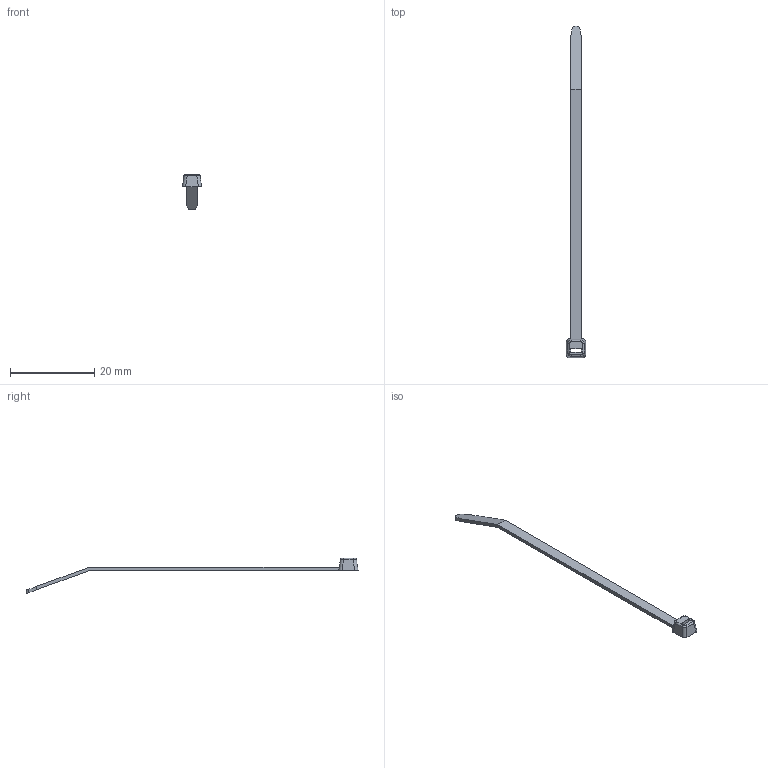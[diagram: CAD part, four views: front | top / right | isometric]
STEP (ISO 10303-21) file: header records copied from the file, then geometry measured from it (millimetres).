
FILE_DESCRIPTION(/* description */ (''),/* implementation_level */ '2;1');
FILE_NAME(/* name */ 'PANDUIT_PLT_7M CUST VERSION 10B015ZC_00.stp',/* time_stamp */ '2017-08-03T09:45:14-05:00',/* author */ (''),/* organization */ (''),/* preprocessor_version */ 'ST-DEVELOPER v15',/* originating_system */ 'SIEMENS PLM Software NX 8.5',/* authorisation */ '');
FILE_SCHEMA (('AP203_CONFIGURATION_CONTROLLED_3D_DESIGN_OF_MECHANICAL_PARTS_AND_ASSEMBLIES_MIM_LF { 1 0 10303 403 2 1 2}'));
Length unit declared in the file: inch
Products named in the file (1): bwg2DBC2140450q
Bounding box: 4.57 x 79.04 x 8.41 mm (x, y, z)
Volume: 195.7 mm3; surface area: 593.9 mm2
Topology: 1 solids, 1 shells, 32 faces, 82 edges, 52 vertices
Faces by surface type: plane 18, cylinder 10, bspline 4
Entity records: 1092 total; most frequent: CARTESIAN_POINT 211, ORIENTED_EDGE 164, DIRECTION 164, EDGE_CURVE 82, LINE 58, VECTOR 58, AXIS2_PLACEMENT_3D 53, VERTEX_POINT 52
